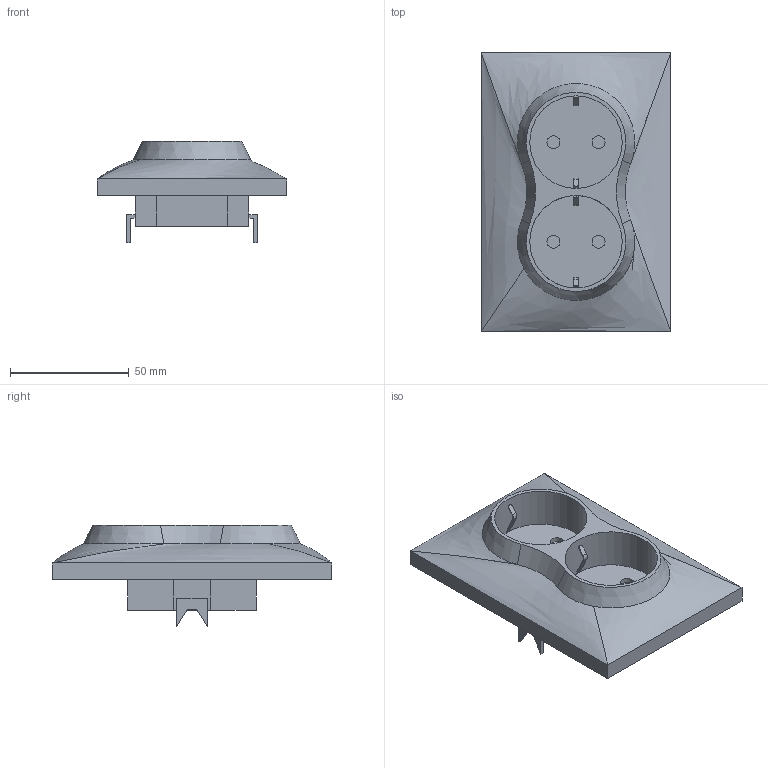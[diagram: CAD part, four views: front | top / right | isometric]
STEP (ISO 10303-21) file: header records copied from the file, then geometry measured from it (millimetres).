
FILE_DESCRIPTION (( 'STEP AP203' ), '1' );
FILE_NAME ('ERK21-K01-16-DM ÐÑø12-3-ÊÁ Ðîçåòêà 2ìåñòí. c çê ñ çàù.øòîð. 16À ÊÂÀÐÒÀ (áåëûé).STEP', '2016-11-23T11:18:34', ( '' ), ( '' ), 'SwSTEP 2.0', 'SolidWorks 2014', '' );
FILE_SCHEMA (( 'CONFIG_CONTROL_DESIGN' ));
Length unit declared in the file: millimetre
Products named in the file (1): ERK21-K01-16-DM ÐÑø12-3-ÊÁ Ðîçåòêà 2ìåñòí. c çê ñ çàù.øòîð. 16À ÊÂÀÐÒÀ (áåëûé)
Bounding box: 80 x 118 x 43 mm (x, y, z)
Volume: 109436.2 mm3; surface area: 36935.8 mm2
Topology: 1 solids, 5 shells, 176 faces, 434 edges, 284 vertices
Faces by surface type: plane 114, cylinder 39, bspline 19, cone 4
Full cylindrical faces by diameter (mm): 2.5 x4, 5.5 x8, 39 x2
Entity records: 5612 total; most frequent: CARTESIAN_POINT 1552, ORIENTED_EDGE 824, DIRECTION 767, EDGE_CURVE 412, LINE 279, VECTOR 279, VERTEX_POINT 277, AXIS2_PLACEMENT_3D 244
